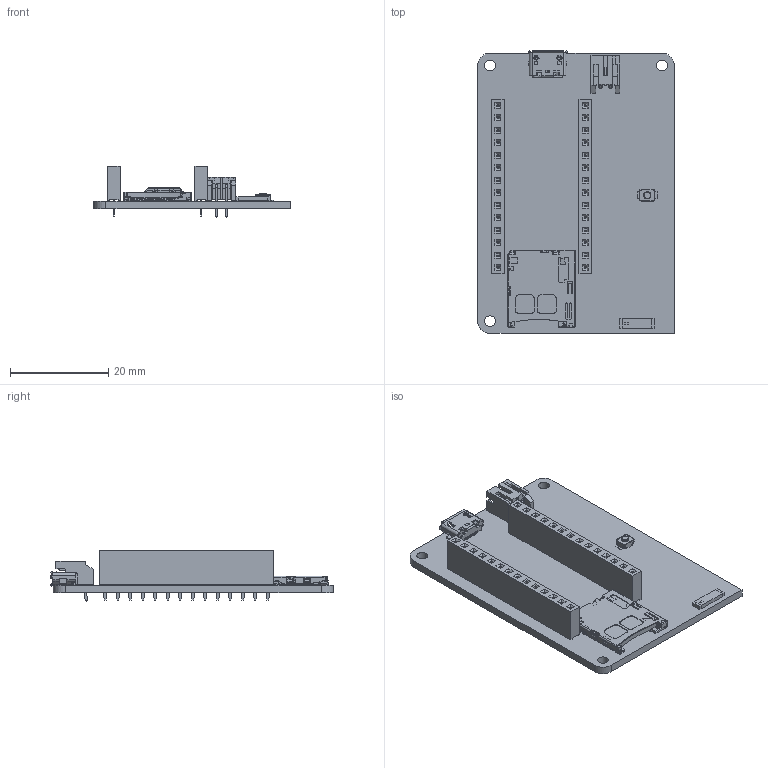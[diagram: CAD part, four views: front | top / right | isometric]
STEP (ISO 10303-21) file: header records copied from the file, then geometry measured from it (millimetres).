
FILE_DESCRIPTION(('KiCad electronic assembly'),'2;1');
FILE_NAME('PyTrack_v1.1.step','2019-04-25T17:45:05',('An Author'),( 'A Company'),'Open CASCADE STEP processor 6.9', 'KiCad to STEP converter','Unknown');
FILE_SCHEMA(('AUTOMOTIVE_DESIGN { 1 0 10303 214 1 1 1 1 }'));
Length unit declared in the file: millimetre
Products named in the file (14): Open CASCADE STEP translator 6.9 1; SW_SPST_B3U-1000P; SOLID; Fusion; USB_Micro-B_Molex_47346-0001; JST_PH_S2B-PH-K_1x02_P2.00mm_Horizontal; 5025700893; COMPOUND; PinSocket_1x14_P2.54mm_Vertical
Assembly tree (14 placements, depth 3):
  Open CASCADE STEP translator 6.9 1
    SW_SPST_B3U-1000P
      SOLID
    Fusion
      SOLID
    USB_Micro-B_Molex_47346-0001
      SOLID
    JST_PH_S2B-PH-K_1x02_P2.00mm_Horizontal
      SOLID
    5025700893
      COMPOUND
    PinSocket_1x14_P2.54mm_Vertical  x2
      SOLID
    COMPOUND
Bounding box: 40 x 57.53 x 10.4 mm (x, y, z)
Volume: 5254.3 mm3; surface area: 8240.2 mm2
Topology: 8 solids, 13 shells, 2746 faces, 7542 edges, 4951 vertices
Faces by surface type: plane 2157, cylinder 509, cone 42, sphere 21, torus 17
Full cylindrical faces by diameter (mm): 0.75 x2, 1 x28, 1.5 x1, 2.2 x3
Entity records: 169106 total; most frequent: CARTESIAN_POINT 32619, DIRECTION 23949, LINE 16556, VECTOR 16556, ORIENTED_EDGE 12618, PCURVE 12618, DEFINITIONAL_REPRESENTATION 12618, EDGE_CURVE 6309
